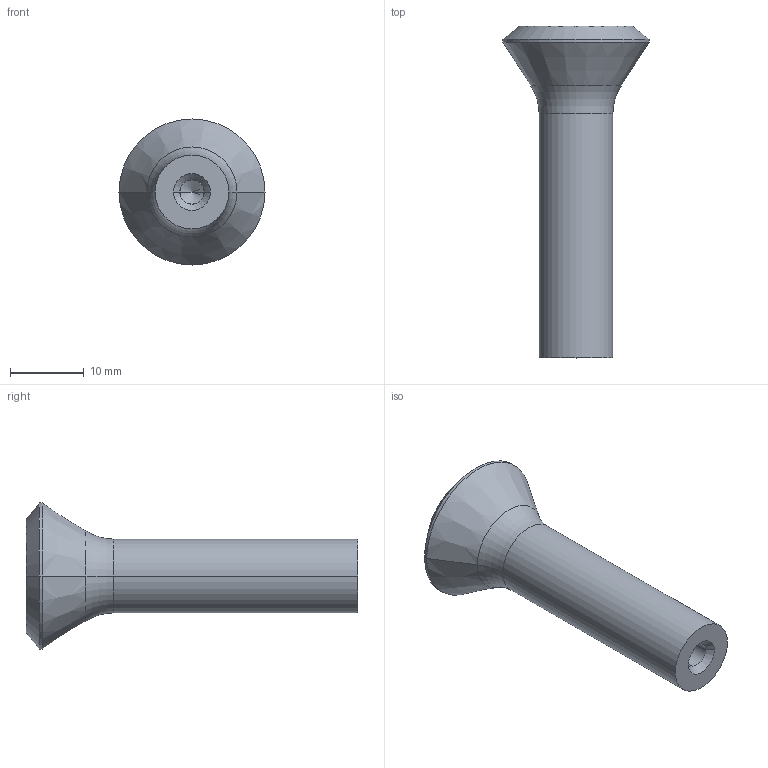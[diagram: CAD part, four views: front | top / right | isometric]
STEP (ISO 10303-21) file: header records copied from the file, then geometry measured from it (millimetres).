
FILE_DESCRIPTION(('Creo Elements/Direct Modeling STEP Export'),'2;1');
FILE_NAME('2418.stp','2022-01-26T10:57:34',(''),(''),'Creo Elements/Direct Modeling STEP processor for AP214 (Solid Model)','Creo Elements/Direct Modeling 20.0 12-Nov-2016 (C) Parametric Technology GmbH','');
FILE_SCHEMA(('AUTOMOTIVE_DESIGN { 1 0 10303 214 1 1 1 1 }'));
Length unit declared in the file: millimetre
Products named in the file (2): NI-10316
Assembly tree (1 placements, depth 2):
  NI-10316
    NI-10316
Bounding box: 19.8 x 45 x 19.8 mm (x, y, z)
Volume: 4396.8 mm3; surface area: 2123.4 mm2
Topology: 1 solids, 1 shells, 23 faces, 48 edges, 26 vertices
Faces by surface type: cylinder 8, cone 8, plane 3, sphere 2, torus 2
Entity records: 582 total; most frequent: DIRECTION 96, ORIENTED_EDGE 88, CARTESIAN_POINT 82, EDGE_CURVE 44, AXIS2_PLACEMENT_3D 40, VERTEX_POINT 26, EDGE_LOOP 26, FACE_OUTER_BOUND 23
